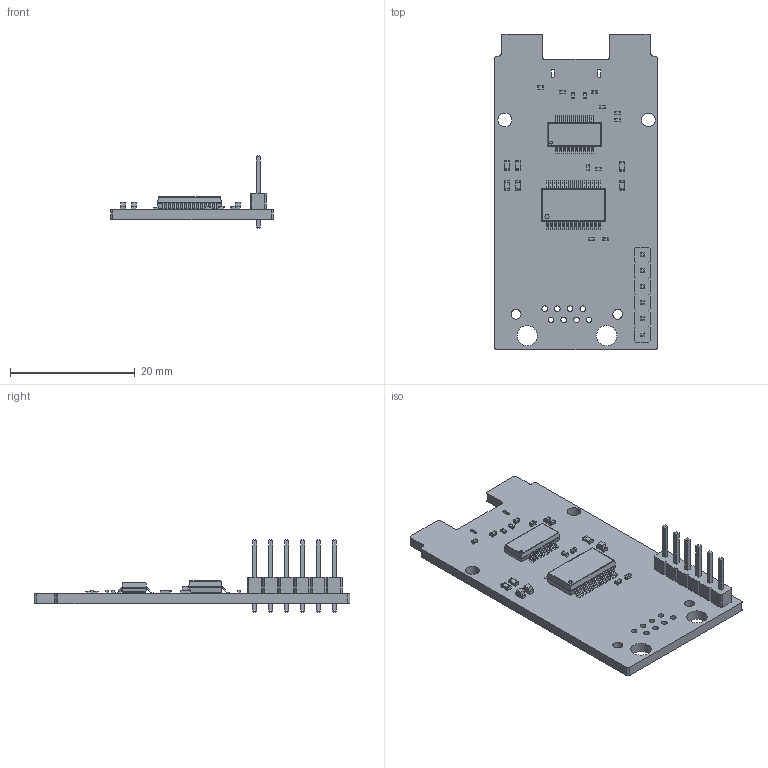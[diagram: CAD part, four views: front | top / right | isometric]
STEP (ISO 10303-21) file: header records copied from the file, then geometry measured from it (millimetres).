
FILE_DESCRIPTION(('KiCad electronic assembly'),'2;1');
FILE_NAME('RS-232 Yost DTE.step','2022-05-11T21:38:00',('An Author'),( 'A Company'),'Open CASCADE STEP processor 6.9', 'KiCad to STEP converter','Unknown');
FILE_SCHEMA(('AUTOMOTIVE_DESIGN { 1 0 10303 214 1 1 1 1 }'));
Length unit declared in the file: millimetre
Products named in the file (16): Open CASCADE STEP translator 6.9 1; C_0402_1005Metric; SOLID; LED_0603_1608Metric; FT231XS-R; COMPOUND; PinHeader_1x06_P2.54mm_Vertical; R_0402_1005Metric; R_0603_1608Metric; HIN213EIAZ
Assembly tree (29 placements, depth 3):
  Open CASCADE STEP translator 6.9 1
    C_0402_1005Metric  x9
      SOLID
    LED_0603_1608Metric  x3
      SOLID
    FT231XS-R
      COMPOUND
    PinHeader_1x06_P2.54mm_Vertical
      SOLID
    R_0402_1005Metric  x3
      SOLID
    R_0603_1608Metric  x3
      SOLID
    HIN213EIAZ
      COMPOUND
    COMPOUND
Bounding box: 26 x 50.52 x 11.54 mm (x, y, z)
Volume: 2241.4 mm3; surface area: 3550.3 mm2
Topology: 70 solids, 70 shells, 1432 faces, 3643 edges, 2386 vertices
Faces by surface type: plane 1054, cylinder 378
Full cylindrical faces by diameter (mm): 0.487 x1, 0.662 x1, 0.89 x8, 1 x6, 1.57 x2, 2.2 x2, 3.25 x2
Entity records: 66159 total; most frequent: CARTESIAN_POINT 11619, DIRECTION 9887, LINE 6659, VECTOR 6659, ORIENTED_EDGE 5058, PCURVE 5058, DEFINITIONAL_REPRESENTATION 5058, EDGE_CURVE 2529
